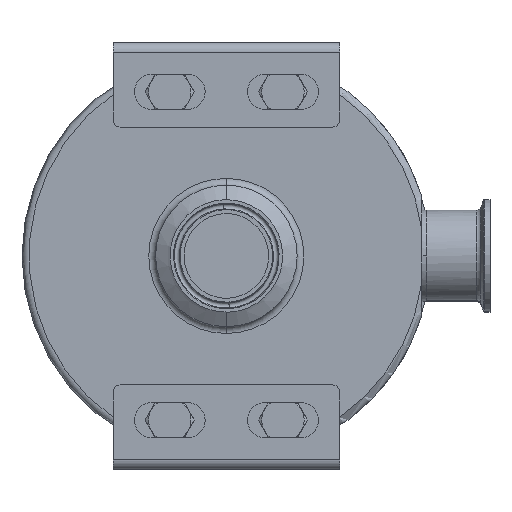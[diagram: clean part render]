
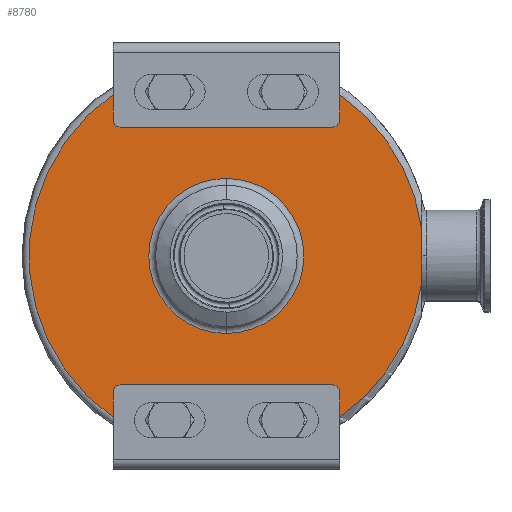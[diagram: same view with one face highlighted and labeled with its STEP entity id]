
A CAD part, front view. The second image highlights one B-rep face of the part: STEP entity #8780.
In plain terms, the highlighted planar face has unit normal (0, -1, 0).
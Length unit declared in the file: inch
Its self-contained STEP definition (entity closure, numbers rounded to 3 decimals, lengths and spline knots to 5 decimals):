
#264 = CARTESIAN_POINT ( 'NONE',  ( 2., -1.39, 2.40105 ) ) ;
#322 = AXIS2_PLACEMENT_3D ( 'NONE', #11010, #2370, #12066 ) ;
#689 = CIRCLE ( 'NONE', #6011, 0.125 ) ;
#1045 = EDGE_CURVE ( 'NONE', #13104, #9190, #5461, .T. ) ;
#1083 = EDGE_CURVE ( 'NONE', #13681, #6714, #10719, .T. ) ;
#1291 = DIRECTION ( 'NONE',  ( 1., 0., 0. ) ) ;
#1537 = FACE_BOUND ( 'NONE', #12498, .T. ) ;
#1651 = AXIS2_PLACEMENT_3D ( 'NONE', #6547, #9742, #12958 ) ;
#1797 = CARTESIAN_POINT ( 'NONE',  ( 2., -1.39, -2.27835 ) ) ;
#2062 = CARTESIAN_POINT ( 'NONE',  ( -1.875, -1.39, -2.40335 ) ) ;
#2080 = VECTOR ( 'NONE', #6246, 39.37008 ) ;
#2114 = CIRCLE ( 'NONE', #322, 1.37 ) ;
#2139 = LINE ( 'NONE', #3427, #3502 ) ;
#2140 = CARTESIAN_POINT ( 'NONE',  ( 0., -1.39, 1.37 ) ) ;
#2247 = LINE ( 'NONE', #1797, #13437 ) ;
#2248 = VERTEX_POINT ( 'NONE', #10557 ) ;
#2370 = DIRECTION ( 'NONE',  ( 0., -1., 0. ) ) ;
#2460 = AXIS2_PLACEMENT_3D ( 'NONE', #6878, #4678, #8334 ) ;
#2500 = VERTEX_POINT ( 'NONE', #264 ) ;
#2526 = DIRECTION ( 'NONE',  ( 0., 1., 0. ) ) ;
#2639 = VERTEX_POINT ( 'NONE', #12742 ) ;
#3036 = AXIS2_PLACEMENT_3D ( 'NONE', #8881, #2526, #7789 ) ;
#3126 = ORIENTED_EDGE ( 'NONE', *, *, #6744, .T. ) ;
#3193 = VERTEX_POINT ( 'NONE', #9467 ) ;
#3198 = ORIENTED_EDGE ( 'NONE', *, *, #4138, .T. ) ;
#3205 = DIRECTION ( 'NONE',  ( 0., 0., -1. ) ) ;
#3256 = EDGE_CURVE ( 'NONE', #9611, #3193, #689, .T. ) ;
#3264 = VERTEX_POINT ( 'NONE', #10696 ) ;
#3427 = CARTESIAN_POINT ( 'NONE',  ( -2., -1.39, -3.59085 ) ) ;
#3473 = VERTEX_POINT ( 'NONE', #4719 ) ;
#3502 = VECTOR ( 'NONE', #4870, 39.37008 ) ;
#3513 = CIRCLE ( 'NONE', #5448, 3.485 ) ;
#3523 = DIRECTION ( 'NONE',  ( 0., 0., -1. ) ) ;
#3555 = ORIENTED_EDGE ( 'NONE', *, *, #12303, .T. ) ;
#3589 = PLANE ( 'NONE',  #5499 ) ;
#3723 = CARTESIAN_POINT ( 'NONE',  ( 0., -1.39, 0. ) ) ;
#3871 = CIRCLE ( 'NONE', #3036, 0.125 ) ;
#3883 = ORIENTED_EDGE ( 'NONE', *, *, #1083, .T. ) ;
#3914 = LINE ( 'NONE', #12876, #8153 ) ;
#4026 = EDGE_CURVE ( 'NONE', #2248, #3193, #2247, .T. ) ;
#4099 = CARTESIAN_POINT ( 'NONE',  ( 3.454, -1.39, -0.4638 ) ) ;
#4138 = EDGE_CURVE ( 'NONE', #12132, #3473, #8497, .T. ) ;
#4179 = CARTESIAN_POINT ( 'NONE',  ( 0., -1.39, 0. ) ) ;
#4210 = EDGE_CURVE ( 'NONE', #13681, #11014, #3914, .T. ) ;
#4345 = CARTESIAN_POINT ( 'NONE',  ( 2., -1.39, -2.85398 ) ) ;
#4408 = ORIENTED_EDGE ( 'NONE', *, *, #8911, .T. ) ;
#4656 = DIRECTION ( 'NONE',  ( 0., 1., 0. ) ) ;
#4678 = DIRECTION ( 'NONE',  ( 0., -1., 0. ) ) ;
#4719 = CARTESIAN_POINT ( 'NONE',  ( 2., -1.39, 2.85398 ) ) ;
#4832 = AXIS2_PLACEMENT_3D ( 'NONE', #4179, #13805, #7490 ) ;
#4852 = EDGE_LOOP ( 'NONE', ( #11732, #3126, #7189, #6992, #13698, #6745, #3883, #3555, #3198, #4408, #10984, #5182, #8321, #6693 ) ) ;
#4870 = DIRECTION ( 'NONE',  ( 0., 0., 1. ) ) ;
#4912 = LINE ( 'NONE', #5438, #12723 ) ;
#5016 = DIRECTION ( 'NONE',  ( -1., 0., 0. ) ) ;
#5038 = CARTESIAN_POINT ( 'NONE',  ( 1.875, -1.39, 2.27605 ) ) ;
#5070 = CARTESIAN_POINT ( 'NONE',  ( -2., -1.39, 3.58855 ) ) ;
#5182 = ORIENTED_EDGE ( 'NONE', *, *, #12897, .F. ) ;
#5260 = DIRECTION ( 'NONE',  ( 0., 1., 0. ) ) ;
#5438 = CARTESIAN_POINT ( 'NONE',  ( 2., -1.39, 3.58855 ) ) ;
#5448 = AXIS2_PLACEMENT_3D ( 'NONE', #3723, #6989, #3523 ) ;
#5461 = LINE ( 'NONE', #5070, #13610 ) ;
#5499 = AXIS2_PLACEMENT_3D ( 'NONE', #13431, #4656, #6906 ) ;
#5947 = FACE_OUTER_BOUND ( 'NONE', #4852, .T. ) ;
#6011 = AXIS2_PLACEMENT_3D ( 'NONE', #2062, #9558, #3205 ) ;
#6067 = EDGE_CURVE ( 'NONE', #13104, #3264, #3513, .T. ) ;
#6219 = CARTESIAN_POINT ( 'NONE',  ( 0., -1.39, 0. ) ) ;
#6246 = DIRECTION ( 'NONE',  ( 0., 0., 1. ) ) ;
#6547 = CARTESIAN_POINT ( 'NONE',  ( 1.875, -1.39, 2.40105 ) ) ;
#6664 = CIRCLE ( 'NONE', #1651, 0.125 ) ;
#6693 = ORIENTED_EDGE ( 'NONE', *, *, #1045, .F. ) ;
#6714 = VERTEX_POINT ( 'NONE', #4099 ) ;
#6744 = EDGE_CURVE ( 'NONE', #3264, #9611, #2139, .T. ) ;
#6745 = ORIENTED_EDGE ( 'NONE', *, *, #4210, .F. ) ;
#6812 = CARTESIAN_POINT ( 'NONE',  ( -2., -1.39, 2.85398 ) ) ;
#6878 = CARTESIAN_POINT ( 'NONE',  ( 0., -1.39, 0. ) ) ;
#6906 = DIRECTION ( 'NONE',  ( 0., 0., 1. ) ) ;
#6931 = EDGE_CURVE ( 'NONE', #2639, #13412, #10611, .T. ) ;
#6989 = DIRECTION ( 'NONE',  ( 0., -1., 0. ) ) ;
#6992 = ORIENTED_EDGE ( 'NONE', *, *, #4026, .F. ) ;
#7189 = ORIENTED_EDGE ( 'NONE', *, *, #3256, .T. ) ;
#7490 = DIRECTION ( 'NONE',  ( 0., 0., -1. ) ) ;
#7789 = DIRECTION ( 'NONE',  ( 0., 0., 1. ) ) ;
#8031 = LINE ( 'NONE', #8278, #2080 ) ;
#8044 = EDGE_CURVE ( 'NONE', #2248, #11014, #10758, .T. ) ;
#8153 = VECTOR ( 'NONE', #11731, 39.37008 ) ;
#8278 = CARTESIAN_POINT ( 'NONE',  ( 3.454, -1.39, 0. ) ) ;
#8321 = ORIENTED_EDGE ( 'NONE', *, *, #13032, .T. ) ;
#8334 = DIRECTION ( 'NONE',  ( 0., 0., -1. ) ) ;
#8354 = DIRECTION ( 'NONE',  ( 0., 0., -1. ) ) ;
#8497 = CIRCLE ( 'NONE', #13143, 3.485 ) ;
#8780 = ADVANCED_FACE ( 'NONE', ( #1537, #5947 ), #3589, .F. ) ;
#8881 = CARTESIAN_POINT ( 'NONE',  ( -1.875, -1.39, 2.40105 ) ) ;
#8889 = VECTOR ( 'NONE', #1291, 39.37008 ) ;
#8911 = EDGE_CURVE ( 'NONE', #3473, #2500, #4912, .T. ) ;
#9065 = CARTESIAN_POINT ( 'NONE',  ( 3.454, -1.39, 0.4638 ) ) ;
#9190 = VERTEX_POINT ( 'NONE', #9840 ) ;
#9315 = ORIENTED_EDGE ( 'NONE', *, *, #6931, .F. ) ;
#9437 = VERTEX_POINT ( 'NONE', #11563 ) ;
#9467 = CARTESIAN_POINT ( 'NONE',  ( -1.875, -1.39, -2.27835 ) ) ;
#9558 = DIRECTION ( 'NONE',  ( 0., 1., 0. ) ) ;
#9611 = VERTEX_POINT ( 'NONE', #9721 ) ;
#9721 = CARTESIAN_POINT ( 'NONE',  ( -2., -1.39, -2.40335 ) ) ;
#9742 = DIRECTION ( 'NONE',  ( 0., 1., 0. ) ) ;
#9840 = CARTESIAN_POINT ( 'NONE',  ( -2., -1.39, 2.40105 ) ) ;
#10554 = EDGE_CURVE ( 'NONE', #2500, #12325, #6664, .T. ) ;
#10557 = CARTESIAN_POINT ( 'NONE',  ( 1.875, -1.39, -2.27835 ) ) ;
#10611 = CIRCLE ( 'NONE', #2460, 1.37 ) ;
#10696 = CARTESIAN_POINT ( 'NONE',  ( -2., -1.39, -2.85398 ) ) ;
#10719 = CIRCLE ( 'NONE', #4832, 3.485 ) ;
#10758 = CIRCLE ( 'NONE', #12730, 0.125 ) ;
#10801 = CARTESIAN_POINT ( 'NONE',  ( 2., -1.39, -2.40335 ) ) ;
#10984 = ORIENTED_EDGE ( 'NONE', *, *, #10554, .T. ) ;
#11010 = CARTESIAN_POINT ( 'NONE',  ( 0., -1.39, 0. ) ) ;
#11014 = VERTEX_POINT ( 'NONE', #10801 ) ;
#11538 = EDGE_CURVE ( 'NONE', #13412, #2639, #2114, .T. ) ;
#11563 = CARTESIAN_POINT ( 'NONE',  ( -1.875, -1.39, 2.27605 ) ) ;
#11674 = ORIENTED_EDGE ( 'NONE', *, *, #11538, .F. ) ;
#11731 = DIRECTION ( 'NONE',  ( 0., 0., 1. ) ) ;
#11732 = ORIENTED_EDGE ( 'NONE', *, *, #6067, .T. ) ;
#11790 = CARTESIAN_POINT ( 'NONE',  ( 1.875, -1.39, -2.40335 ) ) ;
#11912 = LINE ( 'NONE', #13175, #8889 ) ;
#12066 = DIRECTION ( 'NONE',  ( 0., 0., -1. ) ) ;
#12132 = VERTEX_POINT ( 'NONE', #9065 ) ;
#12303 = EDGE_CURVE ( 'NONE', #6714, #12132, #8031, .T. ) ;
#12325 = VERTEX_POINT ( 'NONE', #5038 ) ;
#12498 = EDGE_LOOP ( 'NONE', ( #9315, #11674 ) ) ;
#12723 = VECTOR ( 'NONE', #12967, 39.37008 ) ;
#12730 = AXIS2_PLACEMENT_3D ( 'NONE', #11790, #5260, #13948 ) ;
#12742 = CARTESIAN_POINT ( 'NONE',  ( 0., -1.39, -1.37 ) ) ;
#12876 = CARTESIAN_POINT ( 'NONE',  ( 2., -1.39, -3.59085 ) ) ;
#12897 = EDGE_CURVE ( 'NONE', #9437, #12325, #11912, .T. ) ;
#12958 = DIRECTION ( 'NONE',  ( 0., 0., 1. ) ) ;
#12967 = DIRECTION ( 'NONE',  ( 0., 0., -1. ) ) ;
#13032 = EDGE_CURVE ( 'NONE', #9437, #9190, #3871, .T. ) ;
#13104 = VERTEX_POINT ( 'NONE', #6812 ) ;
#13143 = AXIS2_PLACEMENT_3D ( 'NONE', #6219, #13795, #13982 ) ;
#13175 = CARTESIAN_POINT ( 'NONE',  ( -2., -1.39, 2.27605 ) ) ;
#13412 = VERTEX_POINT ( 'NONE', #2140 ) ;
#13431 = CARTESIAN_POINT ( 'NONE',  ( -3.485, -1.39, 0. ) ) ;
#13437 = VECTOR ( 'NONE', #5016, 39.37008 ) ;
#13610 = VECTOR ( 'NONE', #8354, 39.37008 ) ;
#13681 = VERTEX_POINT ( 'NONE', #4345 ) ;
#13698 = ORIENTED_EDGE ( 'NONE', *, *, #8044, .T. ) ;
#13795 = DIRECTION ( 'NONE',  ( 0., -1., 0. ) ) ;
#13805 = DIRECTION ( 'NONE',  ( 0., -1., 0. ) ) ;
#13948 = DIRECTION ( 'NONE',  ( 0., 0., -1. ) ) ;
#13982 = DIRECTION ( 'NONE',  ( 0., 0., -1. ) ) ;
